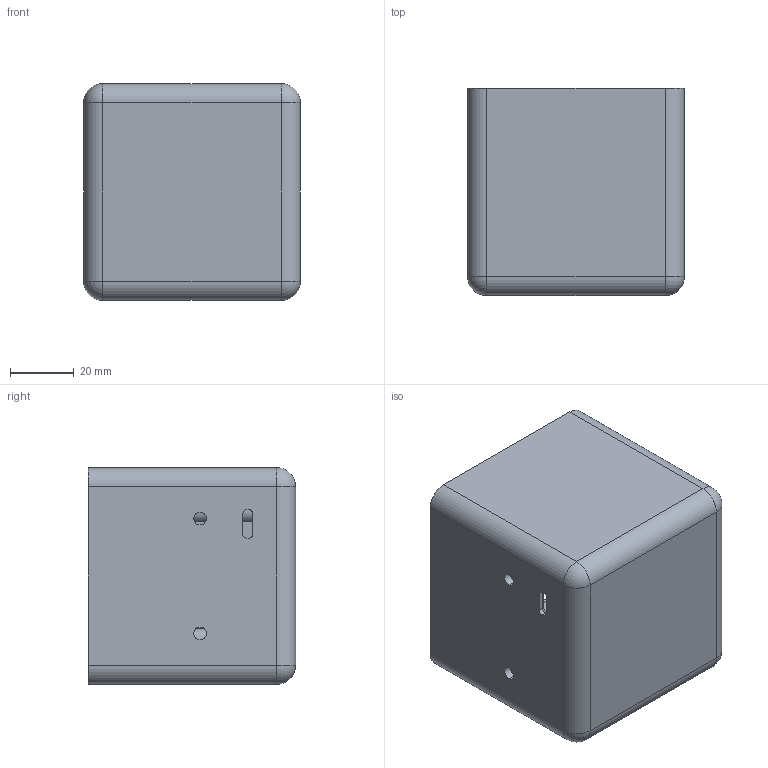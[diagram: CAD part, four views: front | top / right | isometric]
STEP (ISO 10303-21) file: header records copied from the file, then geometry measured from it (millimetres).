
FILE_DESCRIPTION (( 'STEP AP214' ), '1' );
FILE_NAME ('lasithanew.STEP', '2024-12-29T16:34:00', ( '' ), ( '' ), 'SwSTEP 2.0', 'SolidWorks 2023', '' );
FILE_SCHEMA (( 'AUTOMOTIVE_DESIGN' ));
Length unit declared in the file: millimetre
Products named in the file (1): lasithanew
Bounding box: 68 x 65 x 68 mm (x, y, z)
Volume: 68056.1 mm3; surface area: 44746.3 mm2
Topology: 1 solids, 1 shells, 119 faces, 293 edges, 179 vertices
Faces by surface type: cylinder 60, plane 43, sphere 9, cone 4, bspline 3
Entity records: 3847 total; most frequent: CARTESIAN_POINT 999, DIRECTION 613, ORIENTED_EDGE 570, EDGE_CURVE 285, AXIS2_PLACEMENT_3D 234, VERTEX_POINT 179, VECTOR 145, LINE 145
